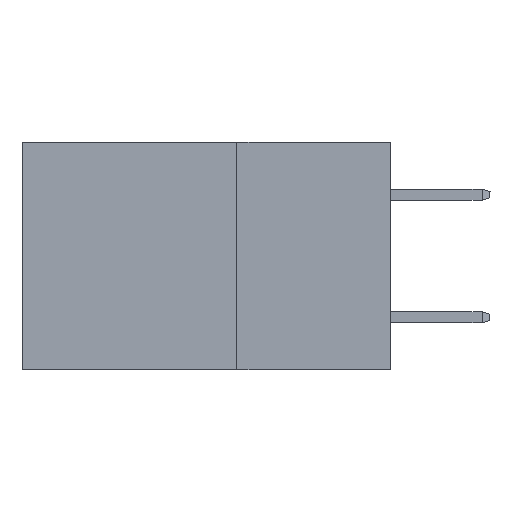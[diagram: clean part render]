
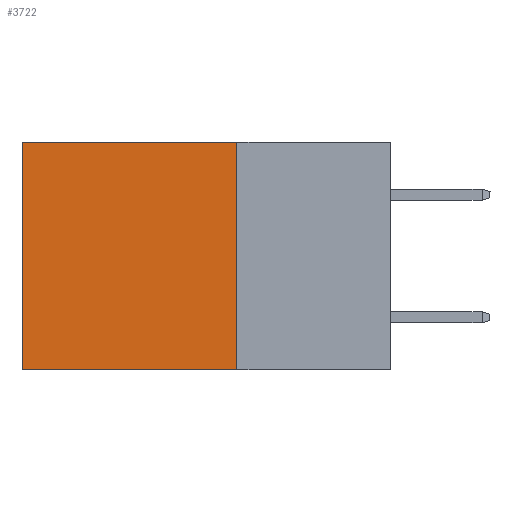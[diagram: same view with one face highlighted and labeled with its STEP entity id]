
A CAD part, left-side view. The second image highlights one B-rep face of the part: STEP entity #3722.
In plain terms, the highlighted planar face has unit normal (-1, 0, 0).
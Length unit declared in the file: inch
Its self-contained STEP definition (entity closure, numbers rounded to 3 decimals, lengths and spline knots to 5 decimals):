
#1056 = FACE_OUTER_BOUND ( 'NONE', #7054, .T. ) ;
#2035 = CARTESIAN_POINT ( 'NONE',  ( 0.2875, 0.25, 0. ) ) ;
#2115 = VERTEX_POINT ( 'NONE', #2035 ) ;
#3102 = LINE ( 'NONE', #7995, #18123 ) ;
#3366 = EDGE_CURVE ( 'NONE', #19263, #9793, #6574, .T. ) ;
#3639 = CARTESIAN_POINT ( 'NONE',  ( 0.2875, 0.25, -0.37 ) ) ;
#3722 = ADVANCED_FACE ( 'NONE', ( #1056 ), #9113, .F. ) ;
#4049 = ORIENTED_EDGE ( 'NONE', *, *, #12937, .F. ) ;
#5962 = DIRECTION ( 'NONE',  ( 0., 0., -1. ) ) ;
#6011 = AXIS2_PLACEMENT_3D ( 'NONE', #12486, #14091, #5962 ) ;
#6474 = VECTOR ( 'NONE', #6682, 39.37008 ) ;
#6574 = LINE ( 'NONE', #10125, #14549 ) ;
#6682 = DIRECTION ( 'NONE',  ( 0., 0., -1. ) ) ;
#7054 = EDGE_LOOP ( 'NONE', ( #12914, #17724, #4049, #14151 ) ) ;
#7193 = VECTOR ( 'NONE', #17721, 39.37008 ) ;
#7995 = CARTESIAN_POINT ( 'NONE',  ( 0.2875, 0.25, 0. ) ) ;
#8018 = EDGE_CURVE ( 'NONE', #11529, #9793, #8227, .T. ) ;
#8227 = LINE ( 'NONE', #16398, #6474 ) ;
#9113 = PLANE ( 'NONE',  #6011 ) ;
#9611 = CARTESIAN_POINT ( 'NONE',  ( 0.2875, 0.25, 0. ) ) ;
#9793 = VERTEX_POINT ( 'NONE', #13610 ) ;
#10125 = CARTESIAN_POINT ( 'NONE',  ( 0.2875, 0.25, -0.37 ) ) ;
#10556 = CARTESIAN_POINT ( 'NONE',  ( 0.2875, 0.6, 0. ) ) ;
#11529 = VERTEX_POINT ( 'NONE', #10556 ) ;
#11871 = EDGE_CURVE ( 'NONE', #2115, #11529, #15201, .T. ) ;
#12486 = CARTESIAN_POINT ( 'NONE',  ( 0.2875, 0.25, 0. ) ) ;
#12914 = ORIENTED_EDGE ( 'NONE', *, *, #8018, .T. ) ;
#12937 = EDGE_CURVE ( 'NONE', #2115, #19263, #3102, .T. ) ;
#13610 = CARTESIAN_POINT ( 'NONE',  ( 0.2875, 0.6, -0.37 ) ) ;
#14091 = DIRECTION ( 'NONE',  ( 1., 0., 0. ) ) ;
#14151 = ORIENTED_EDGE ( 'NONE', *, *, #11871, .T. ) ;
#14549 = VECTOR ( 'NONE', #19880, 39.37008 ) ;
#15201 = LINE ( 'NONE', #9611, #7193 ) ;
#16398 = CARTESIAN_POINT ( 'NONE',  ( 0.2875, 0.6, 0. ) ) ;
#17721 = DIRECTION ( 'NONE',  ( 0., 1., 0. ) ) ;
#17724 = ORIENTED_EDGE ( 'NONE', *, *, #3366, .F. ) ;
#18123 = VECTOR ( 'NONE', #19126, 39.37008 ) ;
#19126 = DIRECTION ( 'NONE',  ( 0., 0., -1. ) ) ;
#19263 = VERTEX_POINT ( 'NONE', #3639 ) ;
#19880 = DIRECTION ( 'NONE',  ( 0., 1., 0. ) ) ;
